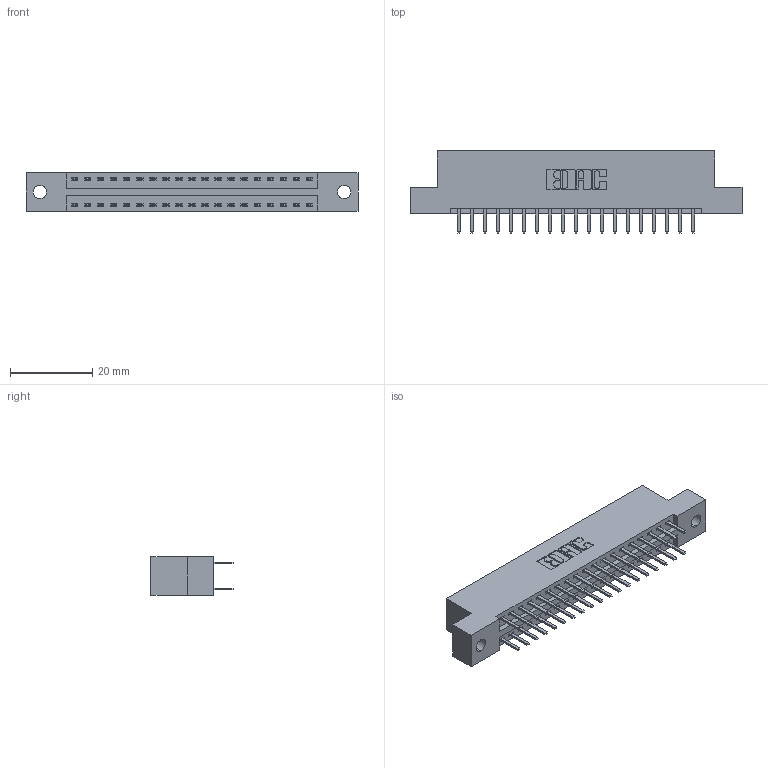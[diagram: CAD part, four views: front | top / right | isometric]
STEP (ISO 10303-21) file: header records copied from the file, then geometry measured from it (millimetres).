
FILE_DESCRIPTION (( 'STEP AP203' ), '1' );
FILE_NAME ('396-038-520-202.STEP', '2019-10-30T07:52:05', ( '' ), ( '' ), 'SwSTEP 2.0', 'SolidWorks 2016', '' );
FILE_SCHEMA (( 'CONFIG_CONTROL_DESIGN' ));
Length unit declared in the file: inch
Products named in the file (3): 346 Part_Flush Mounting Lugs - 0.128 Dia; 396-038-520-202; 345-292-001_345-293-120
Assembly tree (39 placements, depth 2):
  396-038-520-202
    346 Part_Flush Mounting Lugs - 0.128 Dia
    345-292-001_345-293-120  x38
Bounding box: 80.9 x 20.02 x 9.4 mm (x, y, z)
Volume: 7656.6 mm3; surface area: 9854.7 mm2
Topology: 39 solids, 39 shells, 2250 faces, 6523 edges, 4246 vertices
Faces by surface type: plane 1482, cylinder 768
Entity records: 15613 total; most frequent: CARTESIAN_POINT 2616, ORIENTED_EDGE 2538, DIRECTION 2345, EDGE_CURVE 1269, LINE 1057, VECTOR 1057, VERTEX_POINT 842, AXIS2_PLACEMENT_3D 644
